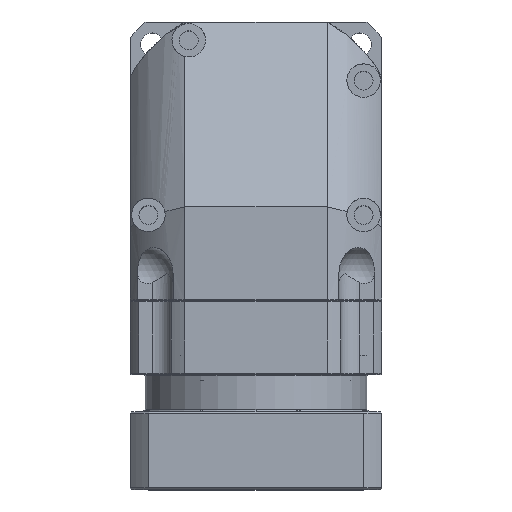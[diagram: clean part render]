
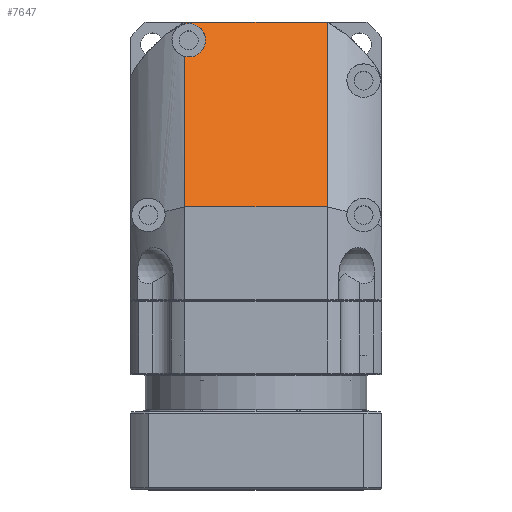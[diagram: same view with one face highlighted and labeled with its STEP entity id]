
A CAD part, top view. The second image highlights one B-rep face of the part: STEP entity #7647.
In plain terms, the highlighted face is planar.
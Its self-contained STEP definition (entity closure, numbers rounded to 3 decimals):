
#3506=CARTESIAN_POINT('',(7.,-30.,17.037));
#3908=DIRECTION('',(0.,0.,-1.));
#3909=VECTOR('',#3908,34.073);
#3910=CARTESIAN_POINT('',(7.,-30.,17.037));
#3911=LINE('',#3910,#3909);
#3912=CARTESIAN_POINT('',(-0.004,-21.653,
16.03));
#3913=CARTESIAN_POINT('',(-0.004,-21.653,
15.559));
#3914=CARTESIAN_POINT('',(0.14,-21.824,
14.54));
#3915=CARTESIAN_POINT('',(0.909,-22.741,
13.117));
#3916=CARTESIAN_POINT('',(1.902,-23.924,12.354));
#3917=CARTESIAN_POINT('',(2.747,-24.931,12.072));
#3918=CARTESIAN_POINT('',(3.353,-25.653,12.009));
#3919=CARTESIAN_POINT('',(3.959,-26.376,12.072));
#3920=CARTESIAN_POINT('',(4.804,-27.382,12.354));
#3921=CARTESIAN_POINT('',(5.796,-28.566,13.117));
#3922=CARTESIAN_POINT('',(6.566,-29.483,14.54));
#3923=CARTESIAN_POINT('',(6.709,-29.653,15.559));
#3924=CARTESIAN_POINT('',(6.709,-29.653,16.03));
#3926=CARTESIAN_POINT('',(6.709,-29.653,16.03));
#3927=CARTESIAN_POINT('',(6.709,-29.653,16.375));
#3928=CARTESIAN_POINT('',(6.672,-29.61,16.71));
#3929=CARTESIAN_POINT('',(6.601,-29.525,17.037));
#3931=DIRECTION('',(0.643,-0.766,0.));
#3932=VECTOR('',#3931,0.62);
#3933=CARTESIAN_POINT('',(6.601,-29.525,17.037));
#3934=LINE('',#3933,#3932);
#3935=DIRECTION('',(-0.643,0.766,0.));
#3936=VECTOR('',#3935,57.562);
#3937=CARTESIAN_POINT('',(7.,-30.,-17.037));
#3938=LINE('',#3937,#3936);
#3939=DIRECTION('',(0.643,-0.766,0.));
#3940=VECTOR('',#3939,46.834);
#3941=CARTESIAN_POINT('',(-30.,14.095,17.037));
#3942=LINE('',#3941,#3940);
#3943=CARTESIAN_POINT('',(0.104,-21.782,
17.037));
#3944=CARTESIAN_POINT('',(0.033,-21.697,
16.71));
#3945=CARTESIAN_POINT('',(-0.004,-21.653,
16.375));
#3946=CARTESIAN_POINT('',(-0.004,-21.653,
16.03));
#3984=CARTESIAN_POINT('',(0.104,-21.782,
17.037));
#4724=DIRECTION('',(0.,0.,1.));
#4725=VECTOR('',#4724,34.073);
#4726=CARTESIAN_POINT('',(-30.,14.095,-17.037));
#4727=LINE('',#4726,#4725);
#6096=VERTEX_POINT('',#3912);
#6097=VERTEX_POINT('',#3924);
#6098=VERTEX_POINT('',#3929);
#6135=VERTEX_POINT('',#3506);
#6140=CARTESIAN_POINT('',(7.,-30.,-17.037));
#6141=CARTESIAN_POINT('',(-30.,14.095,-17.037));
#6142=VERTEX_POINT('',#6140);
#6143=VERTEX_POINT('',#6141);
#6144=CARTESIAN_POINT('',(-30.,14.095,17.037));
#6145=VERTEX_POINT('',#6144);
#6212=VERTEX_POINT('',#3984);
#7625=CARTESIAN_POINT('',(7.,-30.,42.));
#7626=DIRECTION('',(0.766,0.643,0.));
#7627=DIRECTION('',(-0.643,0.766,0.));
#7628=AXIS2_PLACEMENT_3D('',#7625,#7626,#7627);
#7629=PLANE('',#7628);
#7631=ORIENTED_EDGE('',*,*,#7630,.T.);
#7633=ORIENTED_EDGE('',*,*,#7632,.T.);
#7635=ORIENTED_EDGE('',*,*,#7634,.T.);
#7636=ORIENTED_EDGE('',*,*,#7618,.T.);
#7638=ORIENTED_EDGE('',*,*,#7637,.T.);
#7640=ORIENTED_EDGE('',*,*,#7639,.T.);
#7642=ORIENTED_EDGE('',*,*,#7641,.T.);
#7644=ORIENTED_EDGE('',*,*,#7643,.T.);
#7645=EDGE_LOOP('',(#7631,#7633,#7635,#7636,#7638,#7640,#7642,#7644));
#7646=FACE_OUTER_BOUND('',#7645,.F.);
#7647=ADVANCED_FACE('',(#7646),#7629,.F.);
#3925=B_SPLINE_CURVE_WITH_KNOTS('',3,(#3912,#3913,#3914,#3915,#3916,#3917,#3918,
#3919,#3920,#3921,#3922,#3923,#3924),.UNSPECIFIED.,.F.,.F.,(4,1,1,1,1,1,1,1,1,1,
4),(0.,0.125,0.25,0.375,0.438,0.5,0.563,0.625,0.75,0.875,
1.),.UNSPECIFIED.);
#3930=B_SPLINE_CURVE_WITH_KNOTS('',3,(#3926,#3927,#3928,#3929),.UNSPECIFIED.,
.F.,.F.,(4,4),(0.,1.),.UNSPECIFIED.);
#3947=B_SPLINE_CURVE_WITH_KNOTS('',3,(#3943,#3944,#3945,#3946),.UNSPECIFIED.,
.F.,.F.,(4,4),(0.,1.),.UNSPECIFIED.);
#7618=EDGE_CURVE('',#6135,#6142,#3911,.T.);
#7630=EDGE_CURVE('',#6096,#6097,#3925,.T.);
#7632=EDGE_CURVE('',#6097,#6098,#3930,.T.);
#7634=EDGE_CURVE('',#6098,#6135,#3934,.T.);
#7637=EDGE_CURVE('',#6142,#6143,#3938,.T.);
#7639=EDGE_CURVE('',#6143,#6145,#4727,.T.);
#7641=EDGE_CURVE('',#6145,#6212,#3942,.T.);
#7643=EDGE_CURVE('',#6212,#6096,#3947,.T.);
